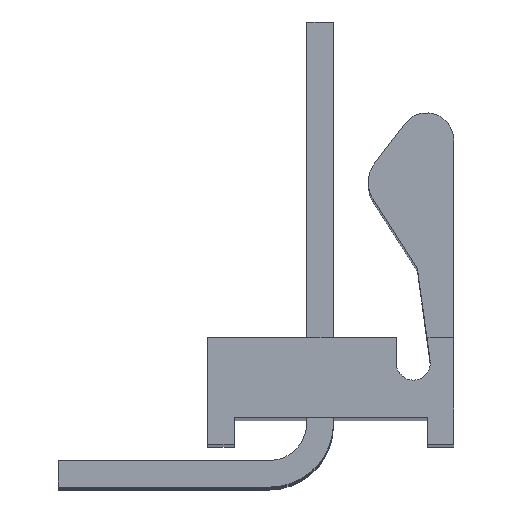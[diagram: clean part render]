
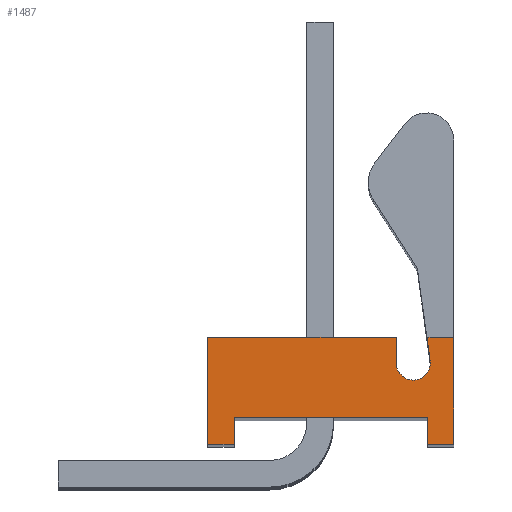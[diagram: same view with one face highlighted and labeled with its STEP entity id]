
A CAD part, top view. The second image highlights one B-rep face of the part: STEP entity #1487.
In plain terms, the highlighted face is planar.
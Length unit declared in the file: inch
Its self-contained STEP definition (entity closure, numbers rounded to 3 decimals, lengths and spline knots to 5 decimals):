
#7 = CARTESIAN_POINT ( 'NONE',  ( 0.0275, 0.8, 0.23 ) ) ;
#87 = CARTESIAN_POINT ( 'NONE',  ( 0.1275, 0.8, 0.20484 ) ) ;
#125 = VECTOR ( 'NONE', #5754, 39.37008 ) ;
#262 = LINE ( 'NONE', #2785, #125 ) ;
#383 = ORIENTED_EDGE ( 'NONE', *, *, #1769, .T. ) ;
#504 = CARTESIAN_POINT ( 'NONE',  ( 0.0275, 0.8, 0.2055 ) ) ;
#523 = EDGE_CURVE ( 'NONE', #5415, #4379, #5979, .T. ) ;
#560 = CARTESIAN_POINT ( 'NONE',  ( 0.1275, 0.8, 0.176 ) ) ;
#575 = VERTEX_POINT ( 'NONE', #1914 ) ;
#591 = VERTEX_POINT ( 'NONE', #87 ) ;
#621 = ORIENTED_EDGE ( 'NONE', *, *, #523, .T. ) ;
#661 = VERTEX_POINT ( 'NONE', #1349 ) ;
#811 = AXIS2_PLACEMENT_3D ( 'NONE', #2317, #5957, #2165 ) ;
#912 = LINE ( 'NONE', #5745, #7776 ) ;
#1024 = EDGE_CURVE ( 'NONE', #2598, #661, #1920, .T. ) ;
#1044 = DIRECTION ( 'NONE',  ( 0., 0., 1. ) ) ;
#1103 = LINE ( 'NONE', #3400, #4963 ) ;
#1221 = LINE ( 'NONE', #5428, #1291 ) ;
#1291 = VECTOR ( 'NONE', #7765, 39.37008 ) ;
#1349 = CARTESIAN_POINT ( 'NONE',  ( 0.0275, 0.8, 0.0245 ) ) ;
#1487 = ADVANCED_FACE ( 'NONE', ( #2046 ), #6359, .T. ) ;
#1490 = VERTEX_POINT ( 'NONE', #504 ) ;
#1518 = EDGE_CURVE ( 'NONE', #4332, #2666, #1829, .T. ) ;
#1703 = CARTESIAN_POINT ( 'NONE',  ( 0.1275, 0.8, 0. ) ) ;
#1769 = EDGE_CURVE ( 'NONE', #591, #4332, #1958, .T. ) ;
#1829 = CIRCLE ( 'NONE', #6251, 0.016 ) ;
#1914 = CARTESIAN_POINT ( 'NONE',  ( 0.0525, 0.8, 0.0245 ) ) ;
#1920 = LINE ( 'NONE', #7530, #7796 ) ;
#1943 = CARTESIAN_POINT ( 'NONE',  ( 0.0525, 0.8, 0.2055 ) ) ;
#1958 = LINE ( 'NONE', #6907, #5490 ) ;
#1983 = CARTESIAN_POINT ( 'NONE',  ( 0.10569, 0.8, 0.20785 ) ) ;
#2046 = FACE_OUTER_BOUND ( 'NONE', #5007, .T. ) ;
#2115 = VECTOR ( 'NONE', #5283, 39.37008 ) ;
#2145 = DIRECTION ( 'NONE',  ( 0., 0., 1. ) ) ;
#2165 = DIRECTION ( 'NONE',  ( 0., 0., 1. ) ) ;
#2279 = DIRECTION ( 'NONE',  ( 0., -1., 0. ) ) ;
#2317 = CARTESIAN_POINT ( 'NONE',  ( 0.1275, 0.8, 0.105 ) ) ;
#2343 = EDGE_CURVE ( 'NONE', #661, #575, #1221, .T. ) ;
#2393 = CARTESIAN_POINT ( 'NONE',  ( 0.1275, 0.8, 0. ) ) ;
#2598 = VERTEX_POINT ( 'NONE', #6509 ) ;
#2666 = VERTEX_POINT ( 'NONE', #5705 ) ;
#2720 = ORIENTED_EDGE ( 'NONE', *, *, #7594, .T. ) ;
#2772 = DIRECTION ( 'NONE',  ( 0., 0., 1. ) ) ;
#2785 = CARTESIAN_POINT ( 'NONE',  ( 0.1035, 0.8, 0.176 ) ) ;
#2793 = CARTESIAN_POINT ( 'NONE',  ( 0.1035, 0.8, 0.192 ) ) ;
#2941 = CARTESIAN_POINT ( 'NONE',  ( 0.0275, 0.8, 0.2055 ) ) ;
#2968 = DIRECTION ( 'NONE',  ( 0., 0., -1. ) ) ;
#2999 = EDGE_CURVE ( 'NONE', #591, #5034, #912, .T. ) ;
#3028 = EDGE_CURVE ( 'NONE', #575, #4226, #1103, .T. ) ;
#3293 = DIRECTION ( 'NONE',  ( -0.991, 0., 0.137 ) ) ;
#3317 = DIRECTION ( 'NONE',  ( -1., 0., 0. ) ) ;
#3360 = EDGE_CURVE ( 'NONE', #4226, #1490, #7495, .T. ) ;
#3400 = CARTESIAN_POINT ( 'NONE',  ( 0.0525, 0.8, 0.0245 ) ) ;
#3458 = ORIENTED_EDGE ( 'NONE', *, *, #1024, .T. ) ;
#3490 = LINE ( 'NONE', #2393, #2115 ) ;
#3514 = ORIENTED_EDGE ( 'NONE', *, *, #2343, .T. ) ;
#3554 = EDGE_CURVE ( 'NONE', #2666, #5415, #262, .T. ) ;
#3922 = VECTOR ( 'NONE', #2968, 39.37008 ) ;
#4004 = ORIENTED_EDGE ( 'NONE', *, *, #3360, .T. ) ;
#4015 = DIRECTION ( 'NONE',  ( 0.137, 0., 0.991 ) ) ;
#4098 = ORIENTED_EDGE ( 'NONE', *, *, #6791, .T. ) ;
#4226 = VERTEX_POINT ( 'NONE', #5505 ) ;
#4296 = VERTEX_POINT ( 'NONE', #7 ) ;
#4332 = VERTEX_POINT ( 'NONE', #1983 ) ;
#4379 = VERTEX_POINT ( 'NONE', #1703 ) ;
#4389 = VECTOR ( 'NONE', #6673, 39.37008 ) ;
#4605 = CARTESIAN_POINT ( 'NONE',  ( 0.1275, 0.8, 0.23 ) ) ;
#4629 = EDGE_CURVE ( 'NONE', #1490, #4296, #6472, .T. ) ;
#4963 = VECTOR ( 'NONE', #2772, 39.37008 ) ;
#5007 = EDGE_LOOP ( 'NONE', ( #383, #5124, #5198, #621, #4098, #3458, #3514, #6973, #4004, #6007, #2720, #6777 ) ) ;
#5034 = VERTEX_POINT ( 'NONE', #4605 ) ;
#5124 = ORIENTED_EDGE ( 'NONE', *, *, #1518, .T. ) ;
#5198 = ORIENTED_EDGE ( 'NONE', *, *, #3554, .T. ) ;
#5283 = DIRECTION ( 'NONE',  ( -1., 0., 0. ) ) ;
#5305 = VECTOR ( 'NONE', #1044, 39.37008 ) ;
#5415 = VERTEX_POINT ( 'NONE', #6298 ) ;
#5428 = CARTESIAN_POINT ( 'NONE',  ( 0.0275, 0.8, 0.0245 ) ) ;
#5490 = VECTOR ( 'NONE', #3293, 39.37008 ) ;
#5492 = CARTESIAN_POINT ( 'NONE',  ( 0.0275, 0.8, 0.23 ) ) ;
#5505 = CARTESIAN_POINT ( 'NONE',  ( 0.0525, 0.8, 0.2055 ) ) ;
#5705 = CARTESIAN_POINT ( 'NONE',  ( 0.1035, 0.8, 0.176 ) ) ;
#5745 = CARTESIAN_POINT ( 'NONE',  ( 0.1275, 0.8, 0.20484 ) ) ;
#5754 = DIRECTION ( 'NONE',  ( 1., 0., 0. ) ) ;
#5957 = DIRECTION ( 'NONE',  ( 0., 1., 0. ) ) ;
#5979 = LINE ( 'NONE', #560, #3922 ) ;
#6007 = ORIENTED_EDGE ( 'NONE', *, *, #4629, .T. ) ;
#6251 = AXIS2_PLACEMENT_3D ( 'NONE', #2793, #2279, #4015 ) ;
#6298 = CARTESIAN_POINT ( 'NONE',  ( 0.1275, 0.8, 0.176 ) ) ;
#6359 = PLANE ( 'NONE',  #811 ) ;
#6472 = LINE ( 'NONE', #2941, #5305 ) ;
#6509 = CARTESIAN_POINT ( 'NONE',  ( 0.0275, 0.8, 0. ) ) ;
#6516 = LINE ( 'NONE', #5492, #4389 ) ;
#6673 = DIRECTION ( 'NONE',  ( 1., 0., 0. ) ) ;
#6777 = ORIENTED_EDGE ( 'NONE', *, *, #2999, .F. ) ;
#6791 = EDGE_CURVE ( 'NONE', #4379, #2598, #3490, .T. ) ;
#6907 = CARTESIAN_POINT ( 'NONE',  ( 0.1275, 0.8, 0.20484 ) ) ;
#6973 = ORIENTED_EDGE ( 'NONE', *, *, #3028, .T. ) ;
#7455 = DIRECTION ( 'NONE',  ( 0., 0., 1. ) ) ;
#7495 = LINE ( 'NONE', #1943, #7701 ) ;
#7530 = CARTESIAN_POINT ( 'NONE',  ( 0.0275, 0.8, 0. ) ) ;
#7594 = EDGE_CURVE ( 'NONE', #4296, #5034, #6516, .T. ) ;
#7701 = VECTOR ( 'NONE', #3317, 39.37008 ) ;
#7765 = DIRECTION ( 'NONE',  ( 1., 0., 0. ) ) ;
#7776 = VECTOR ( 'NONE', #2145, 39.37008 ) ;
#7796 = VECTOR ( 'NONE', #7455, 39.37008 ) ;
